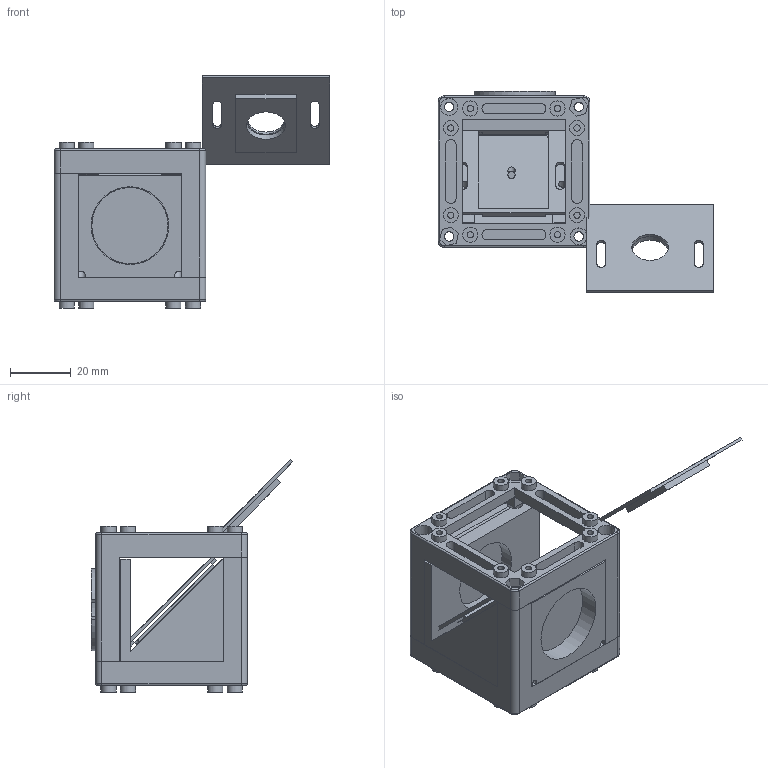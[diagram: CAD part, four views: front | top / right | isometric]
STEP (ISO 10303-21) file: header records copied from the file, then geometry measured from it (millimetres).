
FILE_DESCRIPTION(/* description */ (''),/* implementation_level */ '2;1');
FILE_NAME(/* name */ 'Assembly_Cube_Dichroic_Beamsplitter_25x35_v3.iam.step',/* time_stamp */ '2022-11-29T09:02:46+01:00',/* author */ ('marsikovabarbora'),/* organization */ (''),/* preprocessor_version */ 'ST-DEVELOPER v18.1',/* originating_system */ 'Autodesk Inventor 2022',/* authorisation */ '');
FILE_SCHEMA (('AUTOMOTIVE_DESIGN { 1 0 10303 214 3 1 1 }'));
Products named in the file (9): Assembly_Cube_Dichroic_Beamsplitter_25x35_v3; Assembly_Cube_empty_IM_v3; 10_Cube_1x1_IM; 20_Cube_Insert_Beamsplittercube_Base_25x35_v3; 00_Comar_Dichroic_16x25x0.2; 20_Cube_Insert_Beamsplittercube_Retainring_25mm; 00_Comar_Filter_25Dia; 20_Cube_Insert_Beamsplittercube_Dichroicmirror_Retainplate; 20_Cube_Insert_Beamsplittercube_Dichroicmirror_Retainplate_filteradap
ter12.5mm_25_36
Assembly tree (12 placements, depth 3):
  Assembly_Cube_Dichroic_Beamsplitter_25x35_v3
    Assembly_Cube_empty_IM_v3
      10_Cube_1x1_IM  x2
    20_Cube_Insert_Beamsplittercube_Base_25x35_v3
    00_Comar_Dichroic_16x25x0.2
    00_Comar_Filter_25Dia  x3
    20_Cube_Insert_Beamsplittercube_Retainring_25mm  x2
    20_Cube_Insert_Beamsplittercube_Dichroicmirror_Retainplate
    20_Cube_Insert_Beamsplittercube_Dichroicmirror_Retainplate_filteradap
ter12.5mm_25_36
Bounding box: 90.57 x 66.19 x 76.27 mm (x, y, z)
Volume: 58632.9 mm3; surface area: 43929.2 mm2
Topology: 11 solids, 11 shells, 474 faces, 1190 edges, 786 vertices
Faces by surface type: plane 300, cylinder 166, torus 8
Full cylindrical faces by diameter (mm): 2.05 x16, 2.8 x2, 3.1 x8, 4.95 x16, 5.5 x4, 12 x1, 12.7 x1, 24 x2, 25 x3, 25.5 x3
Entity records: 10011 total; most frequent: CARTESIAN_POINT 1849, DIRECTION 1655, ORIENTED_EDGE 1580, EDGE_CURVE 790, AXIS2_PLACEMENT_3D 552, LINE 551, VECTOR 551, VERTEX_POINT 522
